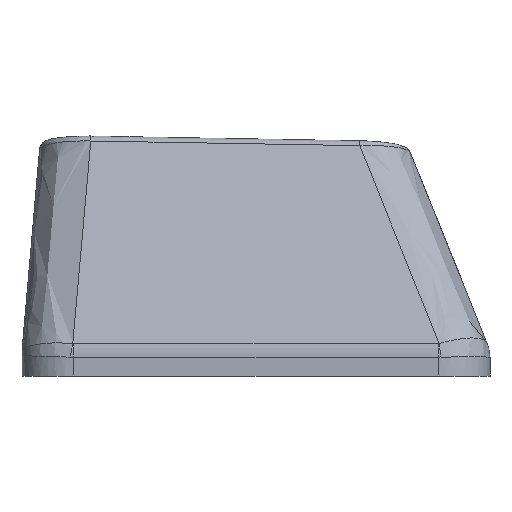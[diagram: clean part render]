
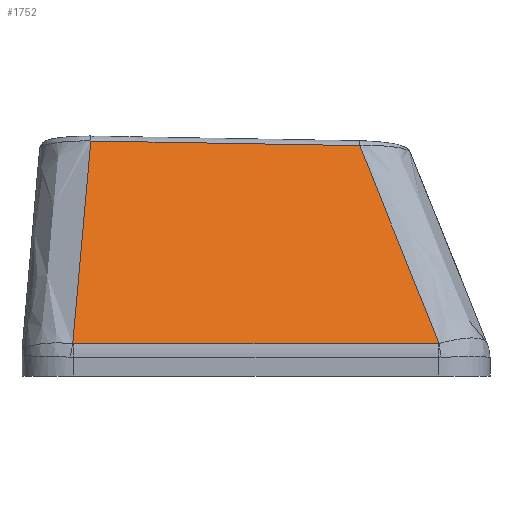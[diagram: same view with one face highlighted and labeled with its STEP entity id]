
A CAD part, left-side view. The second image highlights one B-rep face of the part: STEP entity #1752.
In plain terms, the highlighted free-form (B-spline) face has degree [3, 3] with [4, 4] control points.
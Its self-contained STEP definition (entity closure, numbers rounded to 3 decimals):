
#98=B_SPLINE_SURFACE_WITH_KNOTS('',3,3,((#3545,#3546,#3547,#3548),(#3549,
#3550,#3551,#3552),(#3553,#3554,#3555,#3556),(#3557,#3558,#3559,#3560)),
 .UNSPECIFIED.,.F.,.F.,.F.,(4,4),(4,4),(0.104,0.892),
(0.028,0.97),.UNSPECIFIED.);
#151=FACE_OUTER_BOUND('',#237,.T.);
#237=EDGE_LOOP('',(#1404,#1405,#1406,#1407,#1408,#1409));
#543=B_SPLINE_CURVE_WITH_KNOTS('',3,(#3247,#3248,#3249,#3250),
 .UNSPECIFIED.,.F.,.F.,(4,4),(0.,0.003),
 .UNSPECIFIED.);
#545=B_SPLINE_CURVE_WITH_KNOTS('',3,(#3274,#3275,#3276,#3277),
 .UNSPECIFIED.,.F.,.F.,(4,4),(0.,1.416),.UNSPECIFIED.);
#547=B_SPLINE_CURVE_WITH_KNOTS('',3,(#3301,#3302,#3303,#3304),
 .UNSPECIFIED.,.F.,.F.,(4,4),(0.,0.003),
 .UNSPECIFIED.);
#562=B_SPLINE_CURVE_WITH_KNOTS('',3,(#3562,#3563,#3564,#3565),
 .UNSPECIFIED.,.F.,.F.,(4,4),(0.027,0.904),
 .UNSPECIFIED.);
#563=B_SPLINE_CURVE_WITH_KNOTS('',3,(#3567,#3568,#3569,#3570),
 .UNSPECIFIED.,.F.,.F.,(4,4),(-1.044,0.),
 .UNSPECIFIED.);
#564=B_SPLINE_CURVE_WITH_KNOTS('',3,(#3571,#3572,#3573,#3574),
 .UNSPECIFIED.,.F.,.F.,(4,4),(-0.867,-0.025),
 .UNSPECIFIED.);
#745=VERTEX_POINT('',#3209);
#747=VERTEX_POINT('',#3240);
#749=VERTEX_POINT('',#3267);
#751=VERTEX_POINT('',#3294);
#767=VERTEX_POINT('',#3561);
#768=VERTEX_POINT('',#3566);
#975=EDGE_CURVE('',#745,#747,#543,.T.);
#978=EDGE_CURVE('',#747,#749,#545,.T.);
#981=EDGE_CURVE('',#749,#751,#547,.T.);
#1005=EDGE_CURVE('',#767,#745,#562,.T.);
#1006=EDGE_CURVE('',#768,#767,#563,.T.);
#1007=EDGE_CURVE('',#751,#768,#564,.T.);
#1404=ORIENTED_EDGE('',*,*,#981,.F.);
#1405=ORIENTED_EDGE('',*,*,#978,.F.);
#1406=ORIENTED_EDGE('',*,*,#975,.F.);
#1407=ORIENTED_EDGE('',*,*,#1005,.F.);
#1408=ORIENTED_EDGE('',*,*,#1006,.F.);
#1409=ORIENTED_EDGE('',*,*,#1007,.F.);
#1752=ADVANCED_FACE('',(#151),#98,.T.);
#3209=CARTESIAN_POINT('',(-8.981,-7.107,0.26));
#3240=CARTESIAN_POINT('',(-8.982,-7.081,0.258));
#3247=CARTESIAN_POINT('Ctrl Pts',(-8.981,-7.107,0.26));
#3248=CARTESIAN_POINT('Ctrl Pts',(-8.982,-7.098,0.259));
#3249=CARTESIAN_POINT('Ctrl Pts',(-8.982,-7.089,0.258));
#3250=CARTESIAN_POINT('Ctrl Pts',(-8.982,-7.081,0.258));
#3267=CARTESIAN_POINT('',(-8.986,7.08,0.253));
#3274=CARTESIAN_POINT('Ctrl Pts',(-8.982,-7.081,0.258));
#3275=CARTESIAN_POINT('Ctrl Pts',(-8.984,-2.36,0.256));
#3276=CARTESIAN_POINT('Ctrl Pts',(-8.985,2.36,0.255));
#3277=CARTESIAN_POINT('Ctrl Pts',(-8.986,7.08,0.253));
#3294=CARTESIAN_POINT('',(-8.985,7.111,0.256));
#3301=CARTESIAN_POINT('Ctrl Pts',(-8.986,7.08,0.253));
#3302=CARTESIAN_POINT('Ctrl Pts',(-8.986,7.091,0.253));
#3303=CARTESIAN_POINT('Ctrl Pts',(-8.986,7.101,0.254));
#3304=CARTESIAN_POINT('Ctrl Pts',(-8.985,7.111,0.256));
#3545=CARTESIAN_POINT('Ctrl Pts',(-6.056,-4.415,7.937));
#3546=CARTESIAN_POINT('Ctrl Pts',(-7.033,-5.314,5.374));
#3547=CARTESIAN_POINT('Ctrl Pts',(-8.01,-6.213,2.811));
#3548=CARTESIAN_POINT('Ctrl Pts',(-8.986,-7.111,0.247));
#3549=CARTESIAN_POINT('Ctrl Pts',(-6.056,-0.667,8.));
#3550=CARTESIAN_POINT('Ctrl Pts',(-7.033,-1.235,5.417));
#3551=CARTESIAN_POINT('Ctrl Pts',(-8.01,-1.803,2.833));
#3552=CARTESIAN_POINT('Ctrl Pts',(-8.986,-2.37,0.249));
#3553=CARTESIAN_POINT('Ctrl Pts',(-6.056,3.08,8.063));
#3554=CARTESIAN_POINT('Ctrl Pts',(-7.033,2.844,5.459));
#3555=CARTESIAN_POINT('Ctrl Pts',(-8.01,2.607,2.855));
#3556=CARTESIAN_POINT('Ctrl Pts',(-8.986,2.37,0.251));
#3557=CARTESIAN_POINT('Ctrl Pts',(-6.056,6.828,8.126));
#3558=CARTESIAN_POINT('Ctrl Pts',(-7.033,6.923,5.502));
#3559=CARTESIAN_POINT('Ctrl Pts',(-8.01,7.017,2.878));
#3560=CARTESIAN_POINT('Ctrl Pts',(-8.986,7.111,0.253));
#3561=CARTESIAN_POINT('',(-6.058,-4.026,7.94));
#3562=CARTESIAN_POINT('Ctrl Pts',(-6.058,-4.026,7.94));
#3563=CARTESIAN_POINT('Ctrl Pts',(-7.031,-5.052,5.38));
#3564=CARTESIAN_POINT('Ctrl Pts',(-8.006,-6.079,2.82));
#3565=CARTESIAN_POINT('Ctrl Pts',(-8.981,-7.107,0.26));
#3566=CARTESIAN_POINT('',(-6.056,6.412,8.119));
#3567=CARTESIAN_POINT('Ctrl Pts',(-6.056,6.412,8.119));
#3568=CARTESIAN_POINT('Ctrl Pts',(-6.057,2.933,8.06));
#3569=CARTESIAN_POINT('Ctrl Pts',(-6.057,-0.547,8.));
#3570=CARTESIAN_POINT('Ctrl Pts',(-6.058,-4.026,7.94));
#3571=CARTESIAN_POINT('Ctrl Pts',(-8.985,7.111,0.256));
#3572=CARTESIAN_POINT('Ctrl Pts',(-8.01,6.879,2.877));
#3573=CARTESIAN_POINT('Ctrl Pts',(-7.034,6.646,5.498));
#3574=CARTESIAN_POINT('Ctrl Pts',(-6.056,6.412,8.119));
